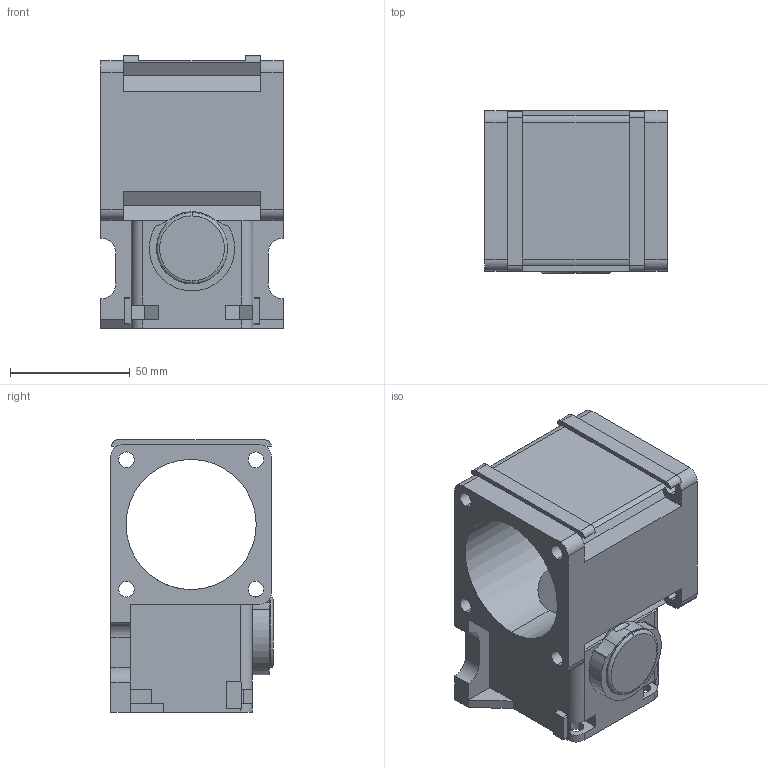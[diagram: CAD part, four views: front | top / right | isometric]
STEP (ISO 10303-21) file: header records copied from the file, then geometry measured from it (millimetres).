
FILE_DESCRIPTION (( 'STEP AP203' ), '1' );
FILE_NAME ('SP-1000-BR.step', '2024-08-21T11:28:27', ( '' ), ( '' ), 'SwSTEP 2.0', 'SolidWorks 2023', '' );
FILE_SCHEMA (( 'CONFIG_CONTROL_DESIGN' ));
Length unit declared in the file: inch
Products named in the file (1): SP-1000-BR
Bounding box: 76.2 x 67.59 x 113.48 mm (x, y, z)
Volume: 211328.2 mm3; surface area: 65063.5 mm2
Topology: 2 solids, 2 shells, 190 faces, 549 edges, 360 vertices
Faces by surface type: plane 109, cylinder 73, cone 6, bspline 2
Entity records: 6664 total; most frequent: CARTESIAN_POINT 1386, ORIENTED_EDGE 1098, DIRECTION 1089, EDGE_CURVE 549, VECTOR 367, LINE 367, AXIS2_PLACEMENT_3D 361, VERTEX_POINT 360
